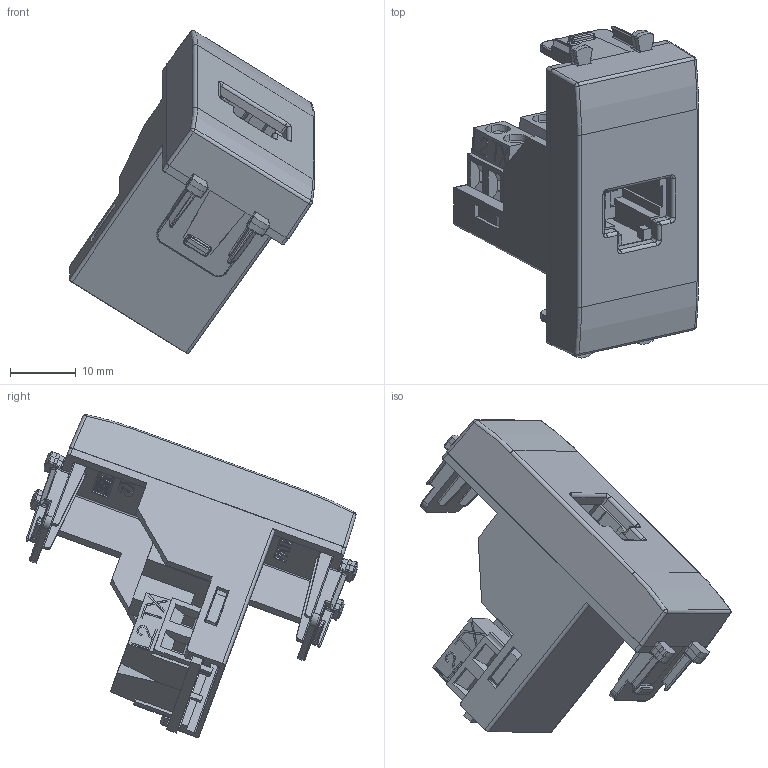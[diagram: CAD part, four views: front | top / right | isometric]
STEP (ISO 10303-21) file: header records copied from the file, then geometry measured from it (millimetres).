
FILE_DESCRIPTION(('CATIA V5 STEP Exchange'),'2;1');
FILE_NAME('441024.stp','2024-02-23T09:24:35+00:00',('none'),('none'),'CATIA Version 5-6 Release 2016 SP6','CATIA V5 STEP AP203','none');
FILE_SCHEMA(('CONFIG_CONTROL_DESIGN'));
Products named in the file (2): 441024; YAS0293
Assembly tree (6 placements, depth 3):
  441024
    #57
    YAS0293
      #45941
      #47513
      #54007
      #58488
Bounding box: 37.37 x 50.64 x 49.26 mm (x, y, z)
Volume: 9199.7 mm3; surface area: 12541.1 mm2
Topology: 16 solids, 16 shells, 1799 faces, 4940 edges, 3175 vertices
Faces by surface type: plane 1312, cylinder 307, bspline 76, sphere 40, cone 30, extrusion 26, torus 8
Entity records: 62378 total; most frequent: CARTESIAN_POINT 19690, ORIENTED_EDGE 9780, DIRECTION 7044, EDGE_CURVE 4890, VECTOR 3952, LINE 3926, VERTEX_POINT 3175, EDGE_LOOP 1893
